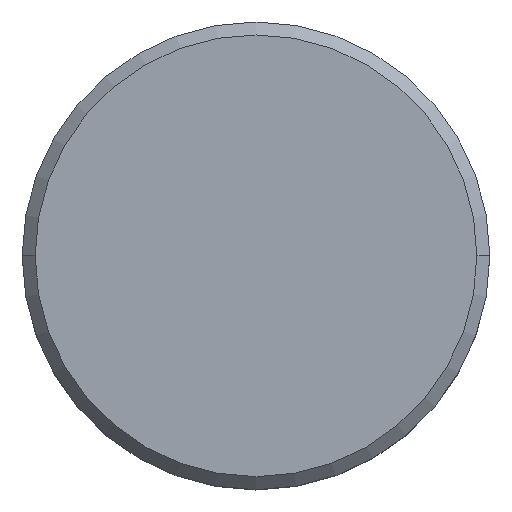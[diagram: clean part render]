
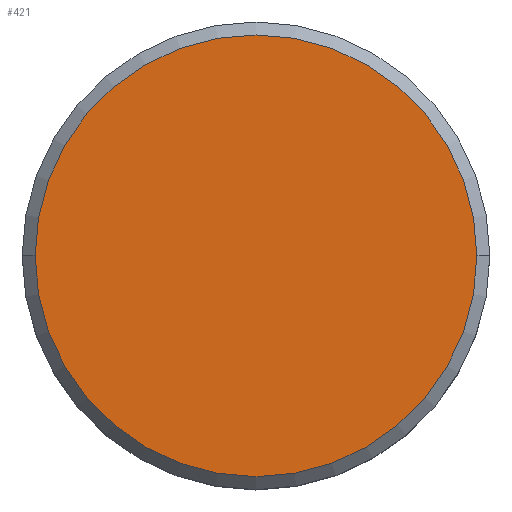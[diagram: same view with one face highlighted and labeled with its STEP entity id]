
A CAD part, top view. The second image highlights one B-rep face of the part: STEP entity #421.
In plain terms, the highlighted planar face has unit normal (0, 0, 1).
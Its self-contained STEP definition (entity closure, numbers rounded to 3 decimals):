
#43 = CARTESIAN_POINT ( 'NONE',  ( 0., 0., 0. ) ) ;
#49 = DIRECTION ( 'NONE',  ( 0., 0., 1. ) ) ;
#50 = EDGE_LOOP ( 'NONE', ( #449, #403 ) ) ;
#64 = DIRECTION ( 'NONE',  ( 1., 0., 0. ) ) ;
#65 = CARTESIAN_POINT ( 'NONE',  ( -8.5, 0., 0. ) ) ;
#92 = CARTESIAN_POINT ( 'NONE',  ( 0., 0., 0. ) ) ;
#99 = DIRECTION ( 'NONE',  ( 0., 0., 1. ) ) ;
#104 = DIRECTION ( 'NONE',  ( 0., 0., 1. ) ) ;
#105 = VERTEX_POINT ( 'NONE', #65 ) ;
#110 = CARTESIAN_POINT ( 'NONE',  ( 8.5, 0., 0. ) ) ;
#112 = AXIS2_PLACEMENT_3D ( 'NONE', #43, #49, #144 ) ;
#126 = PLANE ( 'NONE',  #338 ) ;
#129 = AXIS2_PLACEMENT_3D ( 'NONE', #317, #104, #451 ) ;
#144 = DIRECTION ( 'NONE',  ( 1., 0., 0. ) ) ;
#192 = EDGE_CURVE ( 'NONE', #105, #326, #226, .T. ) ;
#226 = CIRCLE ( 'NONE', #129, 8.5 ) ;
#263 = EDGE_CURVE ( 'NONE', #326, #105, #360, .T. ) ;
#267 = FACE_OUTER_BOUND ( 'NONE', #50, .T. ) ;
#317 = CARTESIAN_POINT ( 'NONE',  ( 0., 0., 0. ) ) ;
#326 = VERTEX_POINT ( 'NONE', #110 ) ;
#338 = AXIS2_PLACEMENT_3D ( 'NONE', #92, #99, #64 ) ;
#360 = CIRCLE ( 'NONE', #112, 8.5 ) ;
#403 = ORIENTED_EDGE ( 'NONE', *, *, #263, .T. ) ;
#421 = ADVANCED_FACE ( 'NONE', ( #267 ), #126, .T. ) ;
#449 = ORIENTED_EDGE ( 'NONE', *, *, #192, .T. ) ;
#451 = DIRECTION ( 'NONE',  ( 1., 0., 0. ) ) ;
